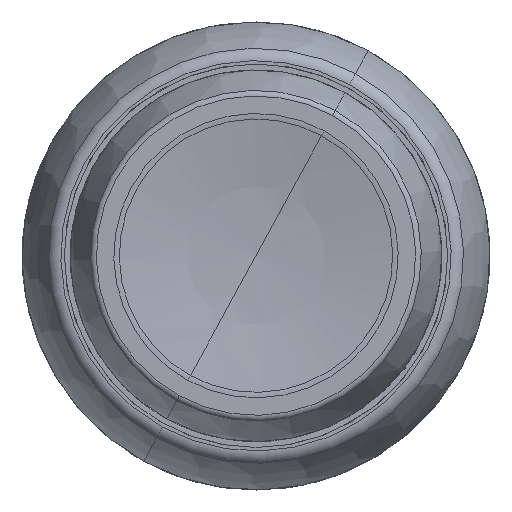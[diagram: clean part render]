
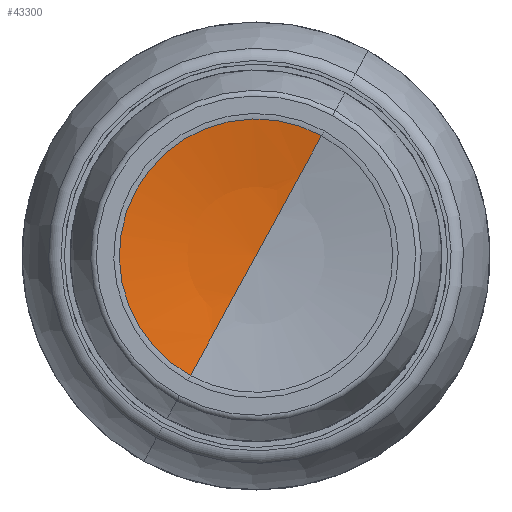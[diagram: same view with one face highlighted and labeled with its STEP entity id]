
A CAD part, top view. The second image highlights one B-rep face of the part: STEP entity #43300.
In plain terms, the highlighted spherical face has radius 50 mm.
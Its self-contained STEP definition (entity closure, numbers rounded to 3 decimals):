
#43248=AXIS2_PLACEMENT_3D('Circle Axis2P3D',#43246,#43247,$) ;
#43268=AXIS2_PLACEMENT_3D('Sphere Axis2P3D',#43265,#43266,#43267) ;
#43272=AXIS2_PLACEMENT_3D('Circle Axis2P3D',#43270,#43271,$) ;
#43279=AXIS2_PLACEMENT_3D('Circle Axis2P3D',#43277,#43278,$) ;
#43217=CARTESIAN_POINT('Vertex',(-4.189,-7.667,6.019)) ;
#43224=CARTESIAN_POINT('Vertex',(4.189,7.667,6.019)) ;
#43246=CARTESIAN_POINT('Axis2P3D Location',(0.,0.,6.019)) ;
#43265=CARTESIAN_POINT('Axis2P3D Location',(0.,0.,55.25)) ;
#43270=CARTESIAN_POINT('Axis2P3D Location',(0.,0.,55.25)) ;
#43274=CARTESIAN_POINT('Vertex',(0.,0.,5.25)) ;
#43277=CARTESIAN_POINT('Axis2P3D Location',(0.,0.,55.25)) ;
#43247=DIRECTION('Axis2P3D Direction',(0.,0.,-1.)) ;
#43266=DIRECTION('Axis2P3D Direction',(0.,0.,-1.)) ;
#43267=DIRECTION('Axis2P3D XDirection',(0.479,0.878,0.)) ;
#43271=DIRECTION('Axis2P3D Direction',(0.878,-0.479,0.)) ;
#43278=DIRECTION('Axis2P3D Direction',(-0.878,0.479,0.)) ;
#43296=ORIENTED_EDGE('',*,*,#43281,.T.) ;
#43297=ORIENTED_EDGE('',*,*,#43250,.F.) ;
#43298=ORIENTED_EDGE('',*,*,#43276,.F.) ;
#43300=ADVANCED_FACE('Corps principal ( *SOL1 - wsp *MASTER -  )',(#43299),#43269,.F.) ;
#43249=CIRCLE('generated circle',#43248,8.737) ;
#43273=CIRCLE('generated circle',#43272,50.) ;
#43280=CIRCLE('generated circle',#43279,50.) ;
#43250=EDGE_CURVE('',#43218,#43225,#43249,.T.) ;
#43276=EDGE_CURVE('',#43275,#43218,#43273,.F.) ;
#43281=EDGE_CURVE('',#43275,#43225,#43280,.F.) ;
#43295=EDGE_LOOP('',(#43296,#43297,#43298)) ;
#43299=FACE_OUTER_BOUND('',#43295,.T.) ;
#43269=SPHERICAL_SURFACE('',#43268,50.) ;
#43218=VERTEX_POINT('',#43217) ;
#43225=VERTEX_POINT('',#43224) ;
#43275=VERTEX_POINT('',#43274) ;
